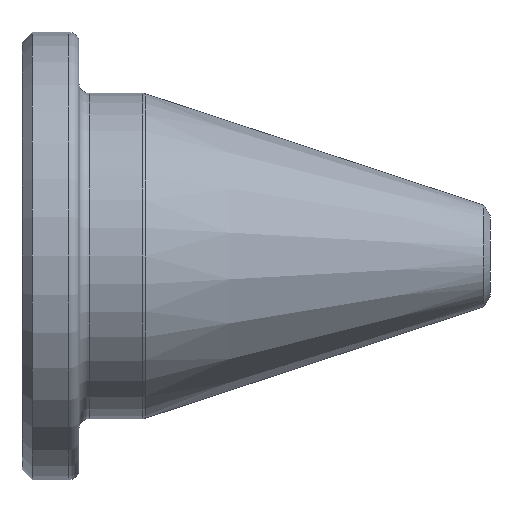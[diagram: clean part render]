
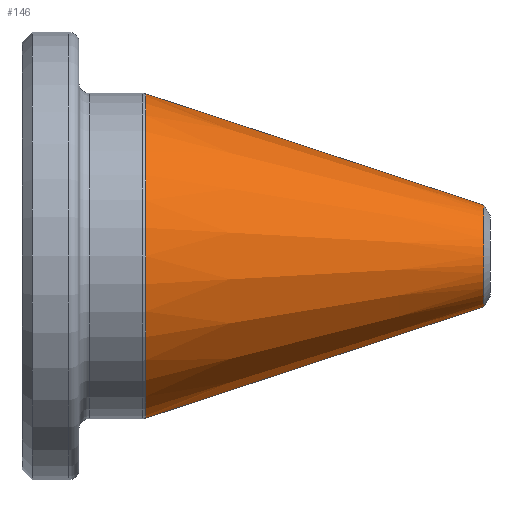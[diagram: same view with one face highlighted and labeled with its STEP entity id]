
A CAD part, left-side view. The second image highlights one B-rep face of the part: STEP entity #146.
In plain terms, the highlighted conical face has half-angle 18.229 degrees and reference radius 2.5 mm.
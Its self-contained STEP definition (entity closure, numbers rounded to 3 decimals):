
#11 = CARTESIAN_POINT ( 'NONE',  ( 0., 0.3, 2.5 ) ) ;
#29 = CARTESIAN_POINT ( 'NONE',  ( 0., 0.3, -2.5 ) ) ;
#50 = ORIENTED_EDGE ( 'NONE', *, *, #497, .T. ) ;
#52 = EDGE_CURVE ( 'NONE', #382, #634, #694, .T. ) ;
#124 = AXIS2_PLACEMENT_3D ( 'NONE', #282, #127, #663 ) ;
#127 = DIRECTION ( 'NONE',  ( 0., 1., 0. ) ) ;
#136 = CIRCLE ( 'NONE', #438, 7.975 ) ;
#145 = EDGE_LOOP ( 'NONE', ( #191, #676, #617, #50 ) ) ;
#146 = ADVANCED_FACE ( 'NONE', ( #611 ), #399, .T. ) ;
#161 = CARTESIAN_POINT ( 'NONE',  ( 0., 0.3, 0. ) ) ;
#191 = ORIENTED_EDGE ( 'NONE', *, *, #546, .F. ) ;
#213 = EDGE_CURVE ( 'NONE', #382, #295, #688, .T. ) ;
#228 = VERTEX_POINT ( 'NONE', #254 ) ;
#240 = DIRECTION ( 'NONE',  ( 0., 0.95, -0.313 ) ) ;
#254 = CARTESIAN_POINT ( 'NONE',  ( 0., 16.924, -7.975 ) ) ;
#270 = DIRECTION ( 'NONE',  ( 0., 0., -1. ) ) ;
#282 = CARTESIAN_POINT ( 'NONE',  ( 0., 0.3, 0. ) ) ;
#295 = VERTEX_POINT ( 'NONE', #684 ) ;
#324 = AXIS2_PLACEMENT_3D ( 'NONE', #161, #391, #270 ) ;
#343 = LINE ( 'NONE', #631, #549 ) ;
#382 = VERTEX_POINT ( 'NONE', #11 ) ;
#391 = DIRECTION ( 'NONE',  ( 0., -1., 0. ) ) ;
#399 = CONICAL_SURFACE ( 'NONE', #124, 2.5, 0.318 ) ;
#424 = VECTOR ( 'NONE', #520, 1000. ) ;
#438 = AXIS2_PLACEMENT_3D ( 'NONE', #493, #440, #452 ) ;
#440 = DIRECTION ( 'NONE',  ( 0., -1., 0. ) ) ;
#452 = DIRECTION ( 'NONE',  ( 0., 0., -1. ) ) ;
#493 = CARTESIAN_POINT ( 'NONE',  ( 0., 16.924, 0. ) ) ;
#497 = EDGE_CURVE ( 'NONE', #295, #228, #136, .T. ) ;
#520 = DIRECTION ( 'NONE',  ( 0., 0.95, 0.313 ) ) ;
#546 = EDGE_CURVE ( 'NONE', #634, #228, #343, .T. ) ;
#549 = VECTOR ( 'NONE', #240, 1000. ) ;
#611 = FACE_OUTER_BOUND ( 'NONE', #145, .T. ) ;
#617 = ORIENTED_EDGE ( 'NONE', *, *, #213, .T. ) ;
#631 = CARTESIAN_POINT ( 'NONE',  ( 0., 0.3, -2.5 ) ) ;
#634 = VERTEX_POINT ( 'NONE', #29 ) ;
#663 = DIRECTION ( 'NONE',  ( 0., 0., 1. ) ) ;
#676 = ORIENTED_EDGE ( 'NONE', *, *, #52, .F. ) ;
#684 = CARTESIAN_POINT ( 'NONE',  ( 0., 16.924, 7.975 ) ) ;
#688 = LINE ( 'NONE', #690, #424 ) ;
#690 = CARTESIAN_POINT ( 'NONE',  ( 0., 0.3, 2.5 ) ) ;
#694 = CIRCLE ( 'NONE', #324, 2.5 ) ;
